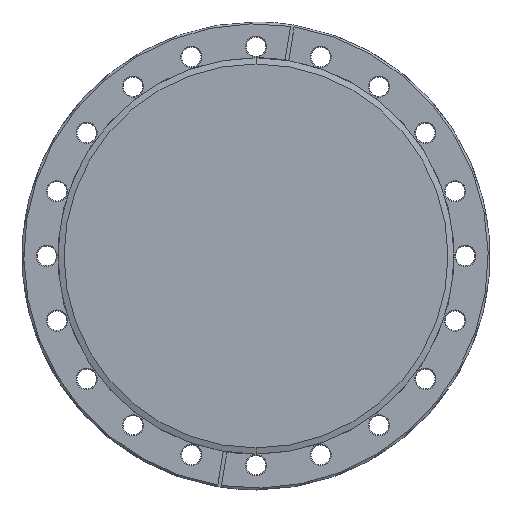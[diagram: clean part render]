
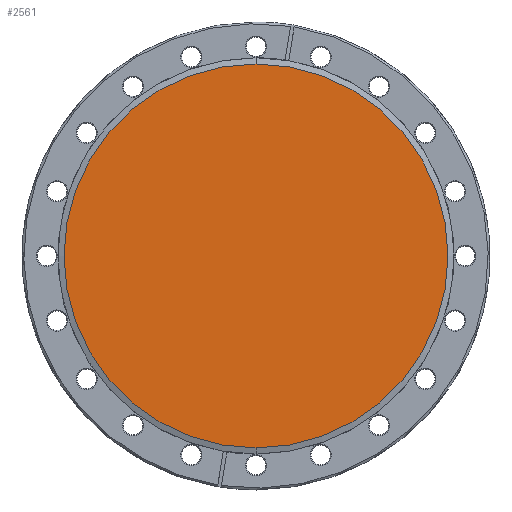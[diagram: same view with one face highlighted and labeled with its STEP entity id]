
A CAD part, top view. The second image highlights one B-rep face of the part: STEP entity #2561.
In plain terms, the highlighted planar face has unit normal (0, 0, 1).
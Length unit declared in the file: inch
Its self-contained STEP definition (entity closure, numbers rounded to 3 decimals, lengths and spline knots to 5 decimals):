
#282=CARTESIAN_POINT('',(0.,0.,-0.05));
#283=DIRECTION('',(0.,0.,-1.));
#284=DIRECTION('',(0.,1.,0.));
#285=AXIS2_PLACEMENT_3D('',#282,#283,#284);
#287=CARTESIAN_POINT('',(0.,0.,-0.05));
#288=DIRECTION('',(0.,0.,1.));
#289=DIRECTION('',(0.,1.,0.));
#290=AXIS2_PLACEMENT_3D('',#287,#288,#289);
#1526=CARTESIAN_POINT('',(0.,3.27,-0.05));
#1528=VERTEX_POINT('',#1526);
#1532=CARTESIAN_POINT('',(0.,-3.27,-0.05));
#1534=VERTEX_POINT('',#1532);
#2552=CARTESIAN_POINT('',(0.,0.,-0.05));
#2553=DIRECTION('',(0.,0.,1.));
#2554=DIRECTION('',(0.,1.,0.));
#2555=AXIS2_PLACEMENT_3D('',#2552,#2553,#2554);
#2556=PLANE('',#2555);
#2557=ORIENTED_EDGE('',*,*,#2534,.T.);
#2558=ORIENTED_EDGE('',*,*,#2545,.F.);
#2559=EDGE_LOOP('',(#2557,#2558));
#2560=FACE_OUTER_BOUND('',#2559,.F.);
#2561=ADVANCED_FACE('',(#2560),#2556,.T.);
#286=CIRCLE('',#285,3.27);
#291=CIRCLE('',#290,3.27);
#2534=EDGE_CURVE('',#1528,#1534,#286,.T.);
#2545=EDGE_CURVE('',#1528,#1534,#291,.T.);
